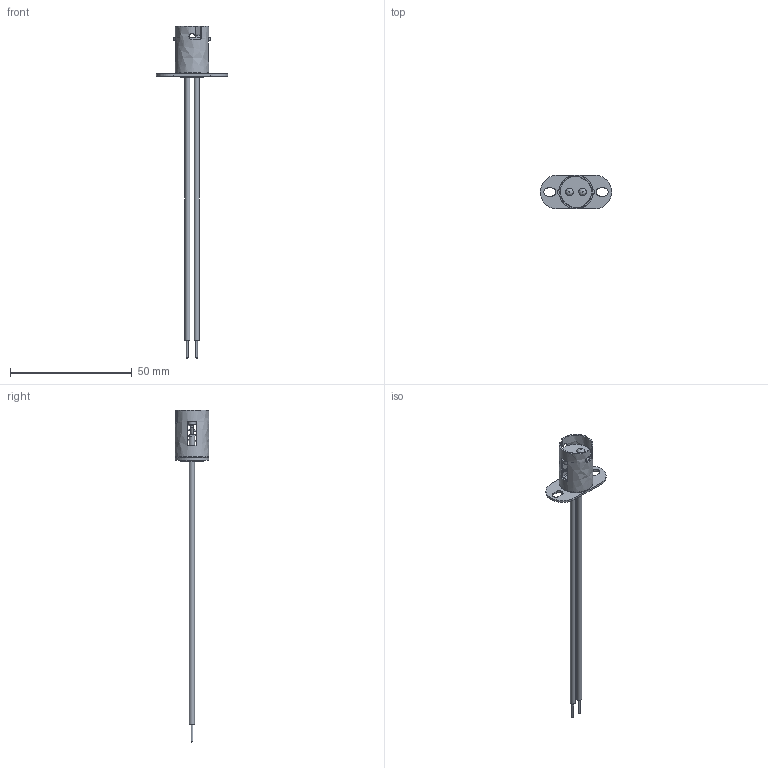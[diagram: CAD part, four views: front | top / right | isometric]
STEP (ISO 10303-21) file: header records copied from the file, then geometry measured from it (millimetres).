
FILE_DESCRIPTION(('FreeCAD Model'),'2;1');
FILE_NAME('Open CASCADE Shape Model','2025-04-26T20:19:21',('FreeCAD'),( 'FreeCAD'),'Open CASCADE STEP processor 7.6','FreeCAD','Unknown');
FILE_SCHEMA(('AUTOMOTIVE_DESIGN { 1 0 10303 214 1 1 1 1 }'));
Length unit declared in the file: millimetre
Products named in the file (1): Open CASCADE STEP translator 7.6 1
Bounding box: 29.3 x 13.92 x 136.29 mm (x, y, z)
Volume: 1687.3 mm3; surface area: 5571.9 mm2
Topology: 11 solids, 11 shells, 92 faces, 208 edges, 141 vertices
Faces by surface type: bspline 92
Entity records: 3905 total; most frequent: CARTESIAN_POINT 2624, ORIENTED_EDGE 416, EDGE_CURVE 208, VERTEX_POINT 141, FACE_BOUND 113, EDGE_LOOP 113, B_SPLINE_CURVE_WITH_KNOTS 109, ADVANCED_FACE 92
